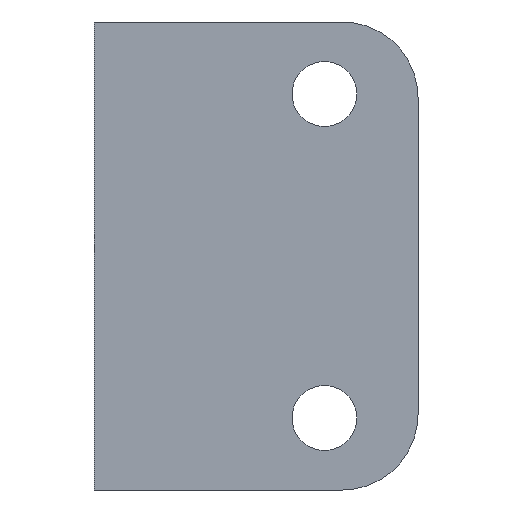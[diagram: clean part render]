
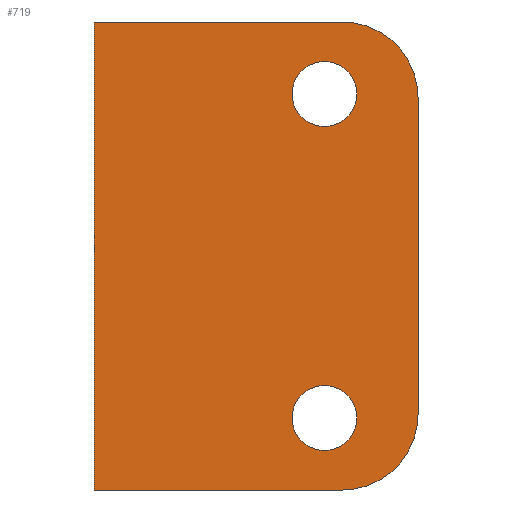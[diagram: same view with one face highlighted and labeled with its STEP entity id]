
A CAD part, front view. The second image highlights one B-rep face of the part: STEP entity #719.
In plain terms, the highlighted planar face has unit normal (0, -1, 0).
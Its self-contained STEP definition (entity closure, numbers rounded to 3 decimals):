
#60=CARTESIAN_POINT('',(35.0,-10.0,-22.0));
#61=VERTEX_POINT('',#60);
#68=CARTESIAN_POINT('',(24.5,-10.0,-32.5));
#69=VERTEX_POINT('',#68);
#70=CARTESIAN_POINT('',(24.5,-10.0,-22.0));
#71=DIRECTION('',(0.0,1.,0.0));
#72=DIRECTION('',(0.707,0.0,-0.707));
#73=AXIS2_PLACEMENT_3D('',#70,#71,#72);
#74=CIRCLE('',#73,10.5);
#75=EDGE_CURVE('',#61,#69,#74,.T.);
#100=CARTESIAN_POINT('',(35.0,-10.0,22.0));
#101=VERTEX_POINT('',#100);
#108=CARTESIAN_POINT('',(35.0,-10.0,-22.0));
#109=DIRECTION('',(0.0,0.0,1.0));
#110=VECTOR('',#109,44.0);
#111=LINE('',#108,#110);
#112=EDGE_CURVE('',#61,#101,#111,.T.);
#185=CARTESIAN_POINT('',(24.5,-10.0,32.5));
#186=VERTEX_POINT('',#185);
#187=CARTESIAN_POINT('',(24.5,-10.0,22.0));
#188=DIRECTION('',(0.0,1.,0.0));
#189=DIRECTION('',(0.707,0.0,0.707));
#190=AXIS2_PLACEMENT_3D('',#187,#188,#189);
#191=CIRCLE('',#190,10.5);
#192=EDGE_CURVE('',#186,#101,#191,.T.);
#228=CARTESIAN_POINT('',(-10.0,-10.0,32.5));
#229=VERTEX_POINT('',#228);
#236=CARTESIAN_POINT('',(24.5,-10.0,32.5));
#237=DIRECTION('',(-1.0,0.0,0.0));
#238=VECTOR('',#237,34.5);
#239=LINE('',#236,#238);
#240=EDGE_CURVE('',#186,#229,#239,.T.);
#324=CARTESIAN_POINT('',(-10.0,-10.0,-32.5));
#325=VERTEX_POINT('',#324);
#332=CARTESIAN_POINT('',(-10.0,-10.0,-32.5));
#333=DIRECTION('',(0.0,0.0,1.0));
#334=VECTOR('',#333,65.0);
#335=LINE('',#332,#334);
#336=EDGE_CURVE('',#325,#229,#335,.T.);
#592=CARTESIAN_POINT('',(26.5,-10.0,22.5));
#593=VERTEX_POINT('',#592);
#594=CARTESIAN_POINT('',(22.0,-10.0,22.5));
#595=DIRECTION('',(0.0,1.0,0.0));
#596=DIRECTION('',(-1.0,0.0,0.0));
#597=AXIS2_PLACEMENT_3D('',#594,#595,#596);
#598=CIRCLE('',#597,4.5);
#599=EDGE_CURVE('',#593,#593,#598,.T.);
#612=CARTESIAN_POINT('',(26.5,-10.0,-22.5));
#613=VERTEX_POINT('',#612);
#614=CARTESIAN_POINT('',(22.0,-10.0,-22.5));
#615=DIRECTION('',(0.0,1.0,0.0));
#616=DIRECTION('',(-1.0,0.0,0.0));
#617=AXIS2_PLACEMENT_3D('',#614,#615,#616);
#618=CIRCLE('',#617,4.5);
#619=EDGE_CURVE('',#613,#613,#618,.T.);
#653=CARTESIAN_POINT('',(-10.0,-10.0,-32.5));
#654=DIRECTION('',(1.0,0.0,0.0));
#655=VECTOR('',#654,34.5);
#656=LINE('',#653,#655);
#657=EDGE_CURVE('',#325,#69,#656,.T.);
#700=CARTESIAN_POINT('',(35.0,-10.0,0.0));
#701=DIRECTION('',(0.0,-1.0,0.0));
#702=DIRECTION('',(0.0,0.0,-1.0));
#703=AXIS2_PLACEMENT_3D('',#700,#701,#702);
#704=PLANE('',#703);
#705=ORIENTED_EDGE('',*,*,#75,.F.);
#706=ORIENTED_EDGE('',*,*,#112,.T.);
#707=ORIENTED_EDGE('',*,*,#192,.F.);
#708=ORIENTED_EDGE('',*,*,#240,.T.);
#709=ORIENTED_EDGE('',*,*,#336,.F.);
#710=ORIENTED_EDGE('',*,*,#657,.T.);
#711=EDGE_LOOP('',(#705,#706,#707,#708,#709,#710));
#712=FACE_OUTER_BOUND('',#711,.T.);
#713=ORIENTED_EDGE('',*,*,#599,.T.);
#714=EDGE_LOOP('',(#713));
#715=FACE_BOUND('',#714,.T.);
#716=ORIENTED_EDGE('',*,*,#619,.T.);
#717=EDGE_LOOP('',(#716));
#718=FACE_BOUND('',#717,.T.);
#719=ADVANCED_FACE('',(#712,#715,#718),#704,.T.);
